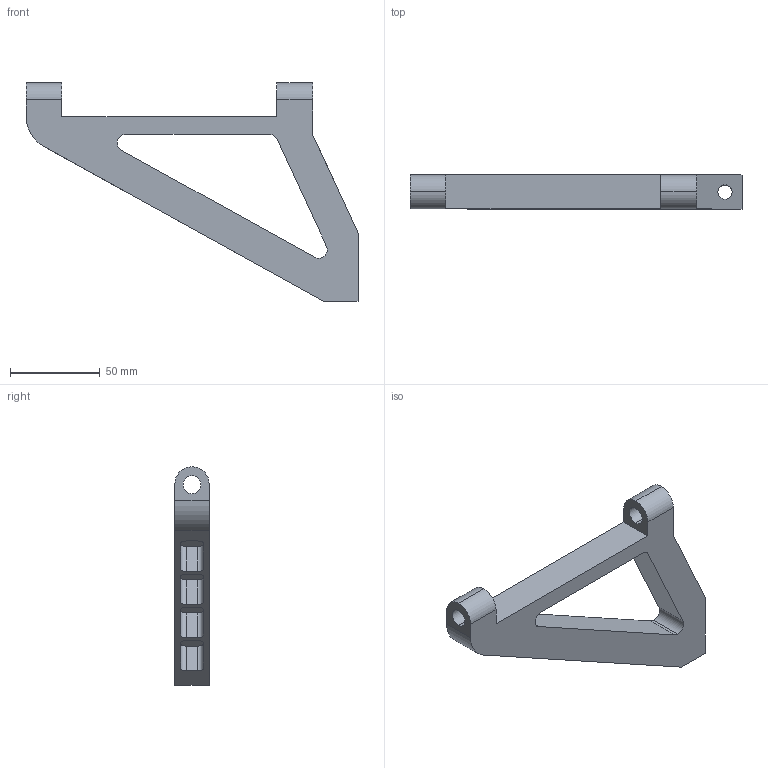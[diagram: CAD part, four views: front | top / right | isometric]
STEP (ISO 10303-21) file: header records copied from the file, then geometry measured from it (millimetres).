
FILE_DESCRIPTION (( 'STEP AP203' ), '1' );
FILE_NAME ('TopWishbone.STEP', '2023-02-03T04:55:30', ( '' ), ( '' ), 'SwSTEP 2.0', 'SolidWorks 2021', '' );
FILE_SCHEMA (( 'CONFIG_CONTROL_DESIGN' ));
Length unit declared in the file: millimetre
Products named in the file (1): TopWishbone
Bounding box: 185.4 x 19.05 x 122 mm (x, y, z)
Volume: 107017.8 mm3; surface area: 39388.3 mm2
Topology: 1 solids, 1 shells, 124 faces, 349 edges, 231 vertices
Faces by surface type: cylinder 85, plane 36, bspline 3
Entity records: 8047 total; most frequent: CARTESIAN_POINT 5034, ORIENTED_EDGE 698, DIRECTION 541, EDGE_CURVE 349, VERTEX_POINT 231, AXIS2_PLACEMENT_3D 182, VECTOR 177, LINE 177
